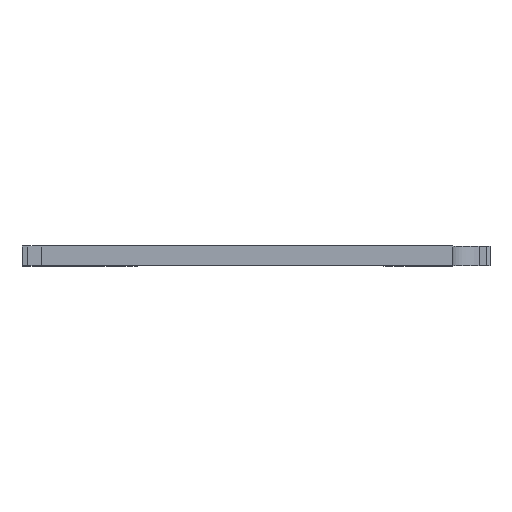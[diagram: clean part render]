
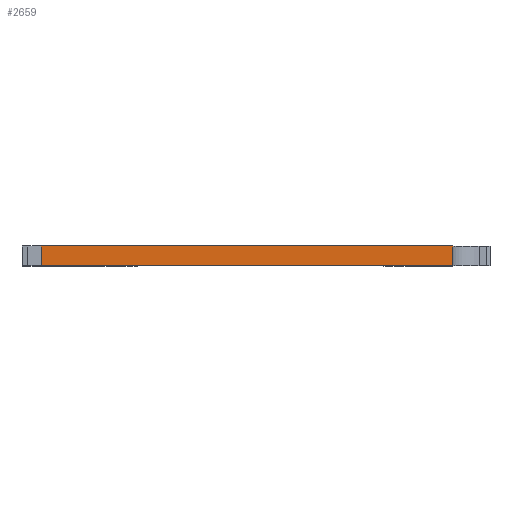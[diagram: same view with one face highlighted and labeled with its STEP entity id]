
A CAD part, top view. The second image highlights one B-rep face of the part: STEP entity #2659.
In plain terms, the highlighted planar face has unit normal (0, 0, 1).
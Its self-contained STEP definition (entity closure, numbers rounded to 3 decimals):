
#22 = EDGE_CURVE ( 'NONE', #1952, #2851, #1999, .T. ) ;
#51 = DIRECTION ( 'NONE',  ( 1., 0., 0. ) ) ;
#92 = FACE_OUTER_BOUND ( 'NONE', #606, .T. ) ;
#124 = DIRECTION ( 'NONE',  ( 0., 0., 1. ) ) ;
#172 = CARTESIAN_POINT ( 'NONE',  ( 58.65, 3., 35. ) ) ;
#183 = CARTESIAN_POINT ( 'NONE',  ( -67., 3., 35. ) ) ;
#203 = VECTOR ( 'NONE', #2115, 1000. ) ;
#204 = ORIENTED_EDGE ( 'NONE', *, *, #2534, .T. ) ;
#324 = CARTESIAN_POINT ( 'NONE',  ( -67., -3., 35. ) ) ;
#352 = VECTOR ( 'NONE', #1188, 1000. ) ;
#494 = PLANE ( 'NONE',  #1007 ) ;
#528 = EDGE_CURVE ( 'NONE', #1952, #1941, #1595, .T. ) ;
#606 = EDGE_LOOP ( 'NONE', ( #204, #796, #1345, #1990 ) ) ;
#742 = VECTOR ( 'NONE', #2699, 1000. ) ;
#796 = ORIENTED_EDGE ( 'NONE', *, *, #2496, .T. ) ;
#971 = CARTESIAN_POINT ( 'NONE',  ( -67., -3., 35. ) ) ;
#1001 = VERTEX_POINT ( 'NONE', #971 ) ;
#1007 = AXIS2_PLACEMENT_3D ( 'NONE', #324, #124, #51 ) ;
#1188 = DIRECTION ( 'NONE',  ( -1., 0., 0. ) ) ;
#1201 = CARTESIAN_POINT ( 'NONE',  ( -67., 3., 35. ) ) ;
#1345 = ORIENTED_EDGE ( 'NONE', *, *, #22, .F. ) ;
#1544 = CARTESIAN_POINT ( 'NONE',  ( 58.65, -3., 35. ) ) ;
#1595 = LINE ( 'NONE', #1201, #352 ) ;
#1941 = VERTEX_POINT ( 'NONE', #183 ) ;
#1952 = VERTEX_POINT ( 'NONE', #172 ) ;
#1990 = ORIENTED_EDGE ( 'NONE', *, *, #528, .T. ) ;
#1999 = LINE ( 'NONE', #1544, #742 ) ;
#2032 = CARTESIAN_POINT ( 'NONE',  ( -67., -3., 35. ) ) ;
#2035 = DIRECTION ( 'NONE',  ( 0., -1., 0. ) ) ;
#2089 = CARTESIAN_POINT ( 'NONE',  ( 58.65, -3., 35. ) ) ;
#2115 = DIRECTION ( 'NONE',  ( 1., 0., 0. ) ) ;
#2208 = CARTESIAN_POINT ( 'NONE',  ( 0., -3., 35. ) ) ;
#2452 = LINE ( 'NONE', #2032, #2522 ) ;
#2496 = EDGE_CURVE ( 'NONE', #1001, #2851, #2679, .T. ) ;
#2522 = VECTOR ( 'NONE', #2035, 1000. ) ;
#2534 = EDGE_CURVE ( 'NONE', #1941, #1001, #2452, .T. ) ;
#2659 = ADVANCED_FACE ( 'NONE', ( #92 ), #494, .T. ) ;
#2679 = LINE ( 'NONE', #2208, #203 ) ;
#2699 = DIRECTION ( 'NONE',  ( 0., -1., 0. ) ) ;
#2851 = VERTEX_POINT ( 'NONE', #2089 ) ;
